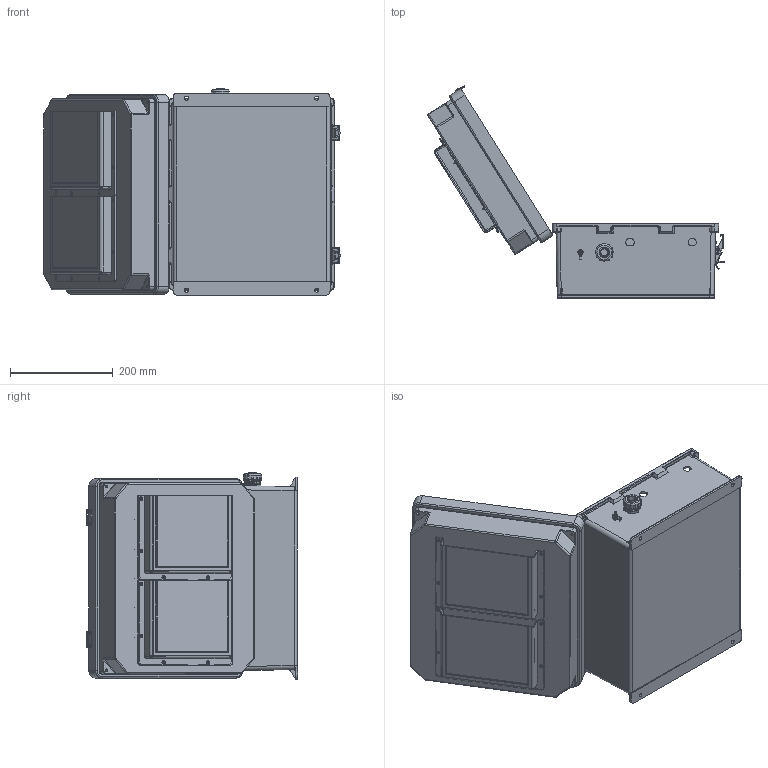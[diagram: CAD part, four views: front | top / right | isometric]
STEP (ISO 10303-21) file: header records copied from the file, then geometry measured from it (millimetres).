
FILE_DESCRIPTION (( 'STEP AP214' ), '1' );
FILE_NAME ('TEF141207-03V.STEP', '2018-11-20T15:37:47', ( '' ), ( '' ), 'SwSTEP 2.0', 'SolidWorks 2017', '' );
FILE_SCHEMA (( 'AUTOMOTIVE_DESIGN' ));
Length unit declared in the file: inch
Products named in the file (19): XCT-0010; XFW-0002; XFN-0003; XCT-0005; XFS-0026; XC-0003; NB141207-DoorClasp-2; NB141207-DoorClasp-1; NB141207-Lid-Vented; NB141207-Hinge; NB141207-Box; TEF141207-03V; XFS-0023_92470A148; XFR-0005; Fan Screen-120x120 ALUM; XFN-0002; XM220-01-UL; NEMA 14-400 GroundWire; XCT-0011
Assembly tree (49 placements, depth 2):
  TEF141207-03V
    NB141207-Box
    NB141207-Hinge  x2
    NB141207-Lid-Vented
    NB141207-DoorClasp-1  x2
    NB141207-DoorClasp-2  x2
    XC-0003
    XFS-0026
    XCT-0005
    XFN-0003  x2
    XFW-0002
    XCT-0010
    XCT-0011
    NEMA 14-400 GroundWire
    XM220-01-UL  x2
    XFN-0002  x8
    Fan Screen-120x120 ALUM  x2
    XFR-0005  x12
    XFS-0023_92470A148  x8
Bounding box: 578.07 x 413.05 x 402.37 mm (x, y, z)
Volume: 2115500.5 mm3; surface area: 1395853 mm2
Topology: 55 solids, 56 shells, 3521 faces, 9783 edges, 6390 vertices
Faces by surface type: cylinder 1543, plane 1250, bspline 303, cone 226, torus 179, sphere 20
Full cylindrical faces by diameter (mm): 0.269 x546, 1.778 x12, 3.15 x4, 3.175 x28, 3.302 x4, 3.378 x20, 3.411 x4, 3.607 x1, 4.064 x4, 4.496 x16, 5.004 x1, 5.182 x1, 5.3 x2, 5.436 x8, 5.639 x1, 6.5 x4, 6.655 x12, 8 x4, 8.928 x4, 9.22 x1, 9.525 x1, 10 x4, 11.024 x2, 13.538 x2, 14.315 x1, 16.281 x1, 18.491 x1, 19.406 x2, 20.345 x2, 21.215 x1
Entity records: 87651 total; most frequent: CARTESIAN_POINT 30318, ORIENTED_EDGE 10252, DIRECTION 10127, EDGE_CURVE 5126, AXIS2_PLACEMENT_3D 3916, VERTEX_POINT 3547, EDGE_LOOP 3383, FACE_OUTER_BOUND 2576
